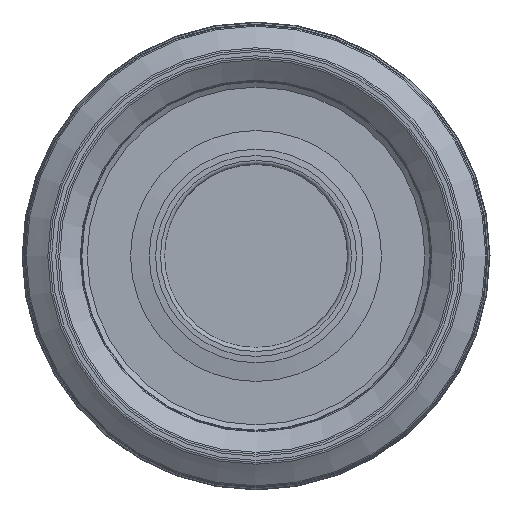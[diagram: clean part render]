
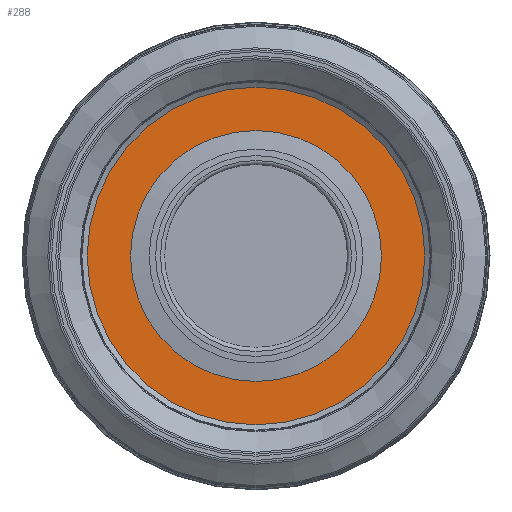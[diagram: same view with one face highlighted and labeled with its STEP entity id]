
A CAD part, left-side view. The second image highlights one B-rep face of the part: STEP entity #288.
In plain terms, the highlighted planar face has unit normal (-1, 0, 0).
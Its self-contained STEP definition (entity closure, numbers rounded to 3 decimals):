
#149=PLANE('',#1177);
#288=ADVANCED_FACE('',(#465,#466),#149,.F.);
#465=FACE_BOUND('',#579,.T.);
#466=FACE_BOUND('',#580,.T.);
#579=EDGE_LOOP('',(#803));
#580=EDGE_LOOP('',(#804));
#803=ORIENTED_EDGE('',*,*,#1012,.F.);
#804=ORIENTED_EDGE('',*,*,#1011,.F.);
#899=VERTEX_POINT('',#2026);
#900=VERTEX_POINT('',#2029);
#1011=EDGE_CURVE('',#899,#899,#1071,.T.);
#1012=EDGE_CURVE('',#900,#900,#1072,.T.);
#1071=CIRCLE('',#1174,41.543);
#1072=CIRCLE('',#1176,30.88);
#1174=AXIS2_PLACEMENT_3D('',#2025,#1426,#1427);
#1176=AXIS2_PLACEMENT_3D('',#2028,#1430,#1431);
#1177=AXIS2_PLACEMENT_3D('',#2030,#1432,#1433);
#1426=DIRECTION('',(1.,0.,0.));
#1427=DIRECTION('',(0.,0.,-1.));
#1430=DIRECTION('',(-1.,0.,0.));
#1431=DIRECTION('',(0.,0.,-1.));
#1432=DIRECTION('',(1.,0.,0.));
#1433=DIRECTION('',(0.,0.,-1.));
#2025=CARTESIAN_POINT('',(5.852,0.,0.));
#2026=CARTESIAN_POINT('',(5.852,0.,-41.543));
#2028=CARTESIAN_POINT('',(5.852,0.,0.));
#2029=CARTESIAN_POINT('',(5.852,0.,-30.88));
#2030=CARTESIAN_POINT('',(5.852,0.,0.));
